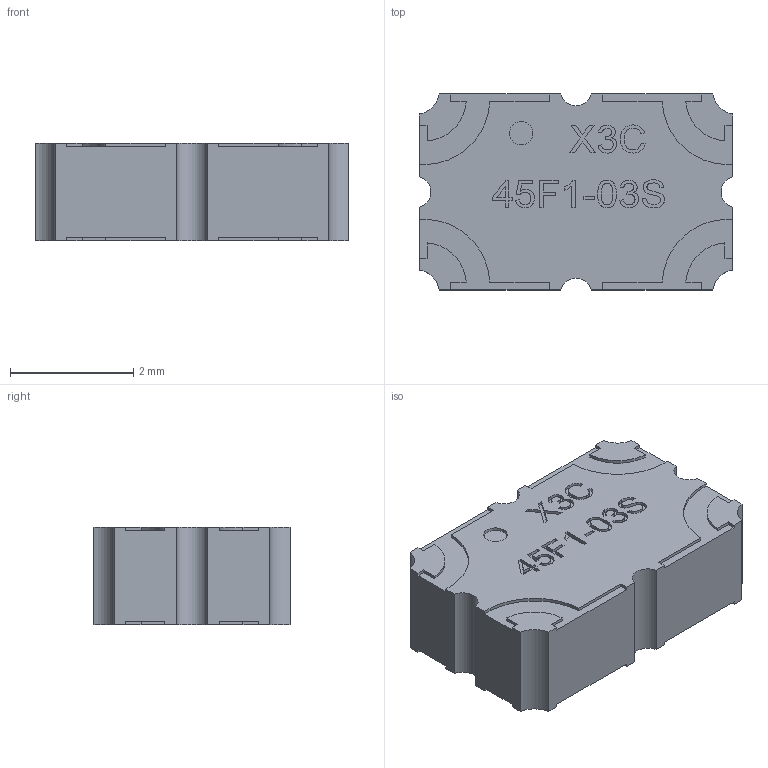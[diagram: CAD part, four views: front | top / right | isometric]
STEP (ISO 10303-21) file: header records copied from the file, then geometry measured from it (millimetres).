
FILE_DESCRIPTION (( 'STEP AP203' ), '1' );
FILE_NAME ('X3C45F1-03S.STEP', '2025-06-23T14:02:08', ( '' ), ( '' ), 'SwSTEP 2.0', 'SolidWorks 2023', '' );
FILE_SCHEMA (( 'CONFIG_CONTROL_DESIGN' ));
Length unit declared in the file: inch
Products named in the file (1): X3C45F1-03S
Bounding box: 5.08 x 3.17 x 1.57 mm (x, y, z)
Volume: 24.1 mm3; surface area: 59.5 mm2
Topology: 1 solids, 1 shells, 267 faces, 750 edges, 500 vertices
Faces by surface type: plane 171, bspline 75, cylinder 21
Entity records: 12735 total; most frequent: CARTESIAN_POINT 6233, ORIENTED_EDGE 1500, DIRECTION 1028, EDGE_CURVE 750, LINE 558, VECTOR 558, VERTEX_POINT 500, EDGE_LOOP 282
